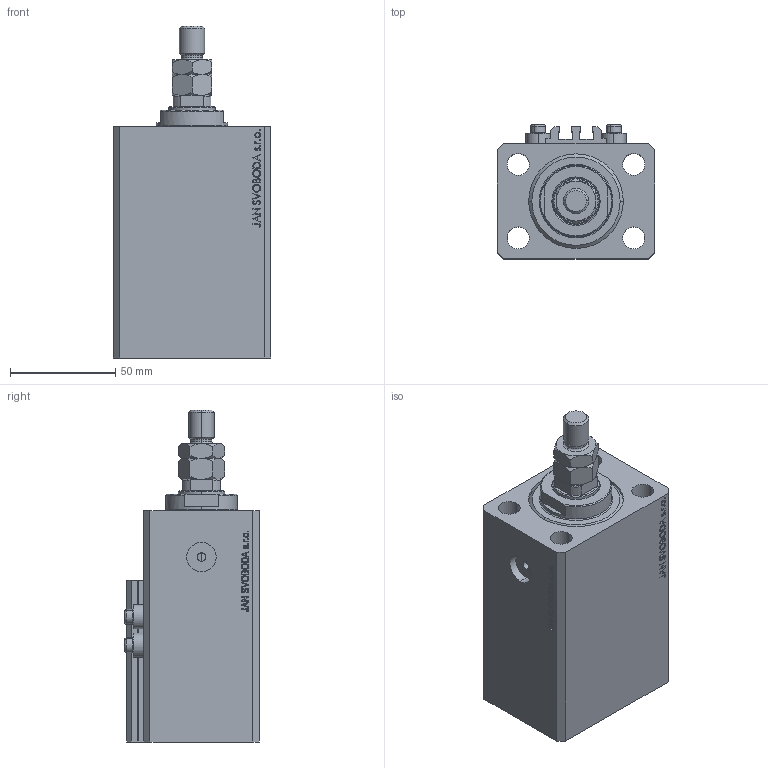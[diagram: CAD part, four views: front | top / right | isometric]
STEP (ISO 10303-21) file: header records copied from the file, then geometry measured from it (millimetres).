
FILE_DESCRIPTION (( 'STEP AP203' ), '1' );
FILE_NAME ('41a4.STEP', '2023-10-08T00:16:58', ( '' ), ( '' ), 'SwSTEP 2.0', 'SolidWorks 2019', '' );
FILE_SCHEMA (( 'CONFIG_CONTROL_DESIGN' ));
Length unit declared in the file: millimetre
Products named in the file (6): MTA 97e6079687aad17570d77c6cc3b1bca1; V250CE_C_Body 97e6079687aad17570d77c6cc3b1bca1; ALLEN BOLT V250CE 97e6079687aad17570d77c6cc3b1bca1; V250CE_VC_C 97e6079687aad17570d77c6cc3b1bca1; 41a4; V250CE_C_VCP 97e6079687aad17570d77c6cc3b1bca1
Assembly tree (8 placements, depth 2):
  41a4
    V250CE_C_Body 97e6079687aad17570d77c6cc3b1bca1
    ALLEN BOLT V250CE 97e6079687aad17570d77c6cc3b1bca1  x4
    V250CE_C_VCP 97e6079687aad17570d77c6cc3b1bca1
    V250CE_VC_C 97e6079687aad17570d77c6cc3b1bca1
    MTA 97e6079687aad17570d77c6cc3b1bca1
Bounding box: 75 x 64 x 158 mm (x, y, z)
Volume: 415421.9 mm3; surface area: 93925.3 mm2
Topology: 9 solids, 9 shells, 1087 faces, 2710 edges, 1761 vertices
Faces by surface type: plane 519, bspline 374, cylinder 92, cone 86, torus 16
Entity records: 48935 total; most frequent: CARTESIAN_POINT 26420, ORIENTED_EDGE 5110, DIRECTION 3243, EDGE_CURVE 2555, VERTEX_POINT 1677, VECTOR 1511, LINE 1511, EDGE_LOOP 1138
